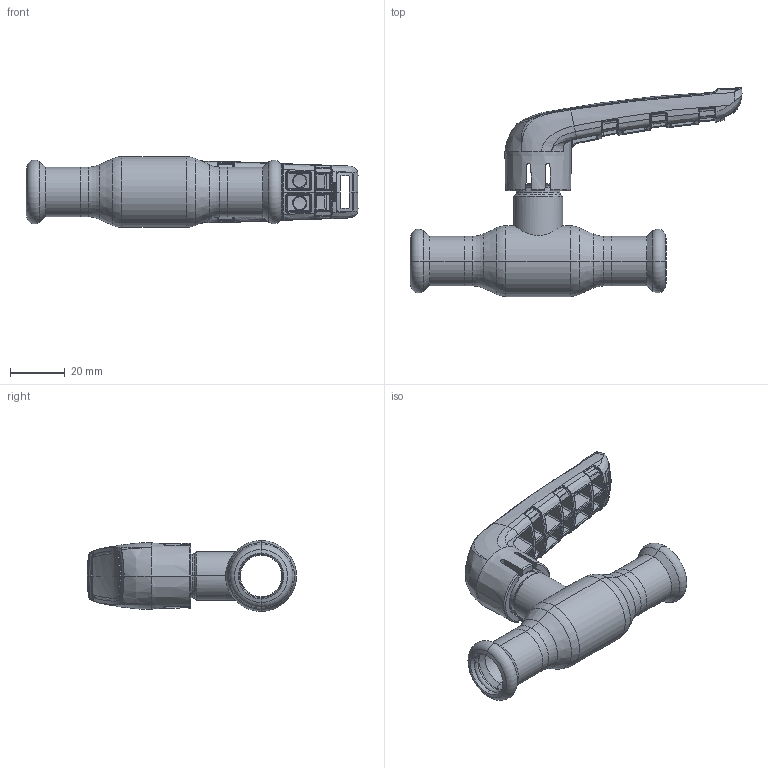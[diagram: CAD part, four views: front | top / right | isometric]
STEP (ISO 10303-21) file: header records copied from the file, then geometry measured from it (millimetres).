
FILE_DESCRIPTION (( 'STEP AP214' ), '1' );
FILE_NAME ('XPR10100 DN10 15 x 15.step', '2018-09-10T09:14:22', ( '' ), ( '' ), 'SwSTEP 2.0', 'SolidWorks 2017', '' );
FILE_SCHEMA (( 'AUTOMOTIVE_DESIGN' ));
Length unit declared in the file: millimetre
Products named in the file (1): XPR10100 DN10 15 x 15
Bounding box: 121.78 x 76.68 x 26 mm (x, y, z)
Surface area: 20353.3 mm2 (no closed solid volume)
Topology: 0 solids, 10 shells, 828 faces, 2533 edges, 1604 vertices
Faces by surface type: bspline 690, plane 49, cylinder 36, cone 32, torus 21
Entity records: 61447 total; most frequent: CARTESIAN_POINT 36111, ORIENTED_EDGE 4296, EDGE_CURVE 2505, B_SPLINE_CURVE_WITH_KNOTS 1764, VERTEX_POINT 1604, DIRECTION 1586, EDGE_LOOP 849, UNCERTAINTY_MEASURE_WITH_UNIT 830
